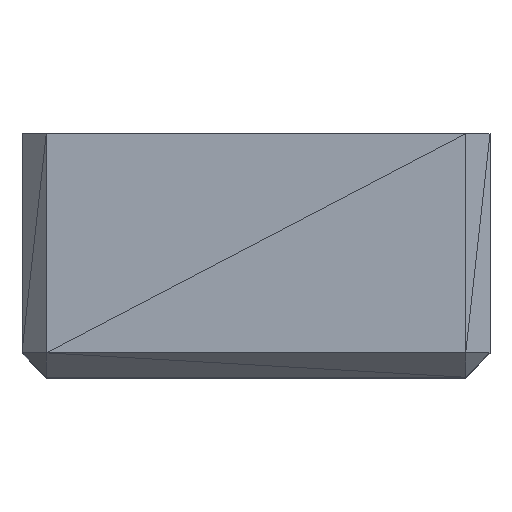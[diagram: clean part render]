
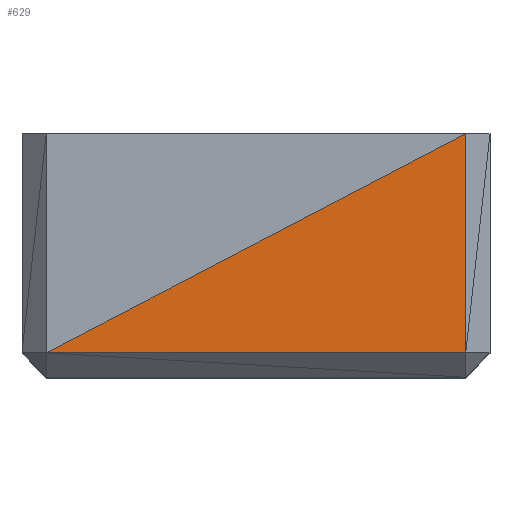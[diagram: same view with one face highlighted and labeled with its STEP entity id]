
A CAD part, top view. The second image highlights one B-rep face of the part: STEP entity #629.
In plain terms, the highlighted planar face has unit normal (0, 0, 1).
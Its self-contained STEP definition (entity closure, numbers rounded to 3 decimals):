
#291=CARTESIAN_POINT('',(6.807,2.41,11.557));
#290=VERTEX_POINT('',#291);
#603=CARTESIAN_POINT('',(-1.727,-2.048,11.557));
#602=VERTEX_POINT('',#603);
#599=EDGE_CURVE('',#290,#602,#604,.T.);
#604=LINE('',#291,#606);
#606=VECTOR('',#607,9.628);
#607=DIRECTION('',(-0.886,-0.463,0.0));
#629=ADVANCED_FACE('',(#635),#630,.T.);
#630=PLANE('',#631);
#631=AXIS2_PLACEMENT_3D('',#632,#633,#634);
#632=CARTESIAN_POINT('',(6.807,-2.048,11.557));
#633=DIRECTION('',(0.0,0.0,1.0));
#634=DIRECTION('',(0.,1.,0.));
#635=FACE_OUTER_BOUND('',#636,.T.);
#636=EDGE_LOOP('',(#637,#647,#657));
#642=CARTESIAN_POINT('',(6.807,-2.048,11.557));
#641=VERTEX_POINT('',#642);
#638=EDGE_CURVE('',#290,#641,#643,.T.);
#643=LINE('',#291,#645);
#645=VECTOR('',#646,4.458);
#646=DIRECTION('',(0.0,-1.0,0.0));
#637=ORIENTED_EDGE('',*,*,#638,.F.);
#647=ORIENTED_EDGE('',*,*,#599,.T.);
#658=EDGE_CURVE('',#641,#602,#663,.T.);
#663=LINE('',#642,#665);
#665=VECTOR('',#666,8.534);
#666=DIRECTION('',(-1.0,0.0,0.0));
#657=ORIENTED_EDGE('',*,*,#658,.F.);
